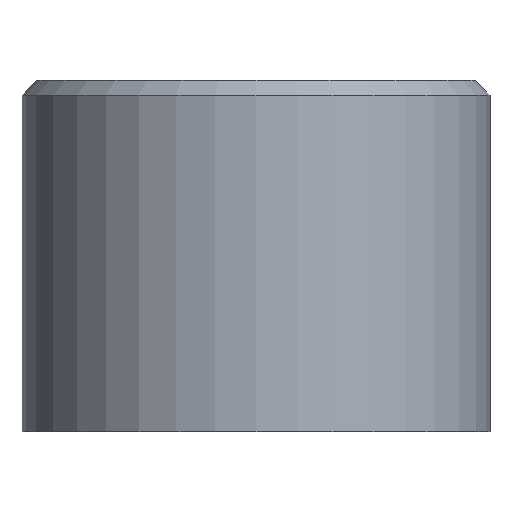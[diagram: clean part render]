
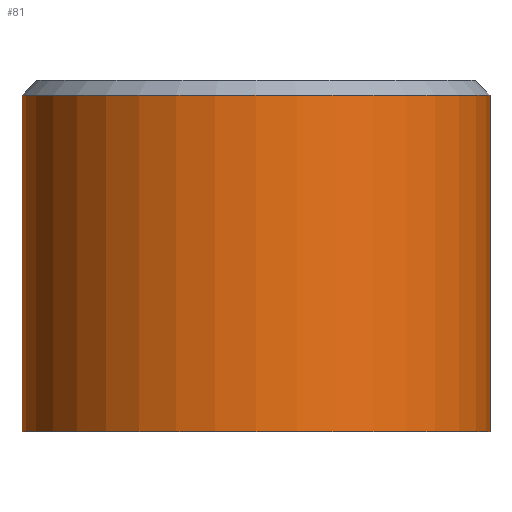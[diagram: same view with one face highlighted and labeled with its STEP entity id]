
A CAD part, front view. The second image highlights one B-rep face of the part: STEP entity #81.
In plain terms, the highlighted cylindrical face has radius 8 mm (diameter 16 mm), a partial arc.
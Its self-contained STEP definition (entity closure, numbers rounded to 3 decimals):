
#6 = ORIENTED_EDGE ( 'NONE', *, *, #7, .T. ) ;
#7 = EDGE_CURVE ( 'NONE', #130, #217, #204, .T. ) ;
#8 = ORIENTED_EDGE ( 'NONE', *, *, #9, .T. ) ;
#9 = EDGE_CURVE ( 'NONE', #41, #40, #126, .T. ) ;
#10 = ORIENTED_EDGE ( 'NONE', *, *, #47, .T. ) ;
#11 = ORIENTED_EDGE ( 'NONE', *, *, #43, .F. ) ;
#40 = VERTEX_POINT ( 'NONE', #185 ) ;
#41 = VERTEX_POINT ( 'NONE', #184 ) ;
#43 = EDGE_CURVE ( 'NONE', #41, #217, #183, .T. ) ;
#47 = EDGE_CURVE ( 'NONE', #40, #130, #179, .T. ) ;
#81 = ADVANCED_FACE ( 'NONE', ( #256 ), #255, .T. ) ;
#82 = EDGE_LOOP ( 'NONE', ( #11, #8, #10, #6 ) ) ;
#123 = CARTESIAN_POINT ( 'NONE',  ( 0., 0., -0.5 ) ) ;
#124 = DIRECTION ( 'NONE',  ( 0., 0., 1. ) ) ;
#125 = AXIS2_PLACEMENT_3D ( 'NONE', #205, #124, #166 ) ;
#126 = CIRCLE ( 'NONE', #125, 8. ) ;
#130 = VERTEX_POINT ( 'NONE', #211 ) ;
#132 = DIRECTION ( 'NONE',  ( 1., 0., 0. ) ) ;
#133 = DIRECTION ( 'NONE',  ( 0., 0., -1. ) ) ;
#134 = AXIS2_PLACEMENT_3D ( 'NONE', #123, #133, #132 ) ;
#166 = DIRECTION ( 'NONE',  ( 1., 0., 0. ) ) ;
#176 = DIRECTION ( 'NONE',  ( 0., 0., 1. ) ) ;
#177 = VECTOR ( 'NONE', #176, 1000. ) ;
#178 = CARTESIAN_POINT ( 'NONE',  ( 8., 0., -12. ) ) ;
#179 = LINE ( 'NONE', #178, #177 ) ;
#180 = DIRECTION ( 'NONE',  ( 0., 0., 1. ) ) ;
#181 = VECTOR ( 'NONE', #180, 1000. ) ;
#182 = CARTESIAN_POINT ( 'NONE',  ( -8., 0., -12. ) ) ;
#183 = LINE ( 'NONE', #182, #181 ) ;
#184 = CARTESIAN_POINT ( 'NONE',  ( -8., 0., -12. ) ) ;
#185 = CARTESIAN_POINT ( 'NONE',  ( 8., 0., -12. ) ) ;
#204 = CIRCLE ( 'NONE', #134, 8. ) ;
#205 = CARTESIAN_POINT ( 'NONE',  ( 0., 0., -12. ) ) ;
#206 = CARTESIAN_POINT ( 'NONE',  ( -8., 0., -0.5 ) ) ;
#211 = CARTESIAN_POINT ( 'NONE',  ( 8., 0., -0.5 ) ) ;
#217 = VERTEX_POINT ( 'NONE', #206 ) ;
#250 = DIRECTION ( 'NONE',  ( 1., 0., 0. ) ) ;
#251 = DIRECTION ( 'NONE',  ( 0., 0., 1. ) ) ;
#252 = AXIS2_PLACEMENT_3D ( 'NONE', #254, #251, #250 ) ;
#254 = CARTESIAN_POINT ( 'NONE',  ( 0., 0., -12. ) ) ;
#255 = CYLINDRICAL_SURFACE ( 'NONE', #252, 8. ) ;
#256 = FACE_OUTER_BOUND ( 'NONE', #82, .T. ) ;
